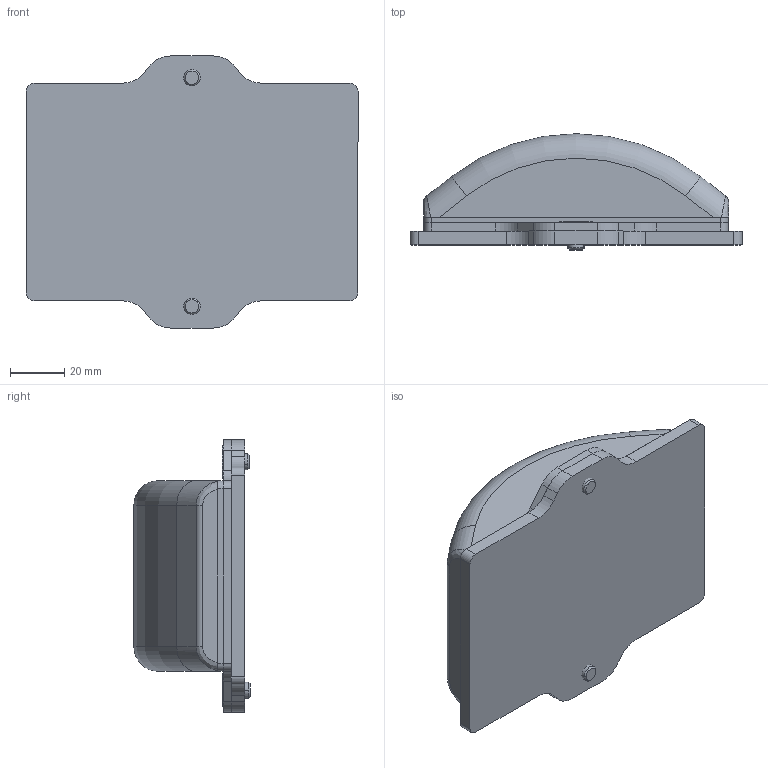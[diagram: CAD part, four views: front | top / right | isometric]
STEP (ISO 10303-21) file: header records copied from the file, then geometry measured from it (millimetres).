
FILE_DESCRIPTION (( 'STEP AP214' ), '1' );
FILE_NAME ('Assem2.STEP', '2016-01-18T12:50:04', ( '' ), ( '' ), 'SwSTEP 2.0', 'SolidWorks 2016', '' );
FILE_SCHEMA (( 'AUTOMOTIVE_DESIGN' ));
Length unit declared in the file: millimetre
Products named in the file (12): Assem2; Base plate - V2; I-gotU; PU; Lid with PU; Case; 1050mAh LiPo Bat; screw_din_7991-m4x12-8_8; lid; screw_din_7991-m6x10-8_8; ax3; Meraki
Assembly tree (25 placements, depth 3):
  Assem2
    ax3
    Case
    Meraki
    Lid with PU
      PU
      lid
    I-gotU
    1050mAh LiPo Bat
    Base plate - V2
    screw_din_7991-m4x12-8_8  x14
    screw_din_7991-m6x10-8_8  x2
Bounding box: 122 x 42.7 x 100 mm (x, y, z)
Volume: 190209.1 mm3; surface area: 109755.1 mm2
Topology: 24 solids, 26 shells, 692 faces, 1588 edges, 964 vertices
Faces by surface type: plane 248, cylinder 242, cone 160, torus 38, bspline 4
Entity records: 11046 total; most frequent: CARTESIAN_POINT 2089, DIRECTION 1900, ORIENTED_EDGE 1656, EDGE_CURVE 828, AXIS2_PLACEMENT_3D 737, VERTEX_POINT 530, EDGE_LOOP 426, VECTOR 426
